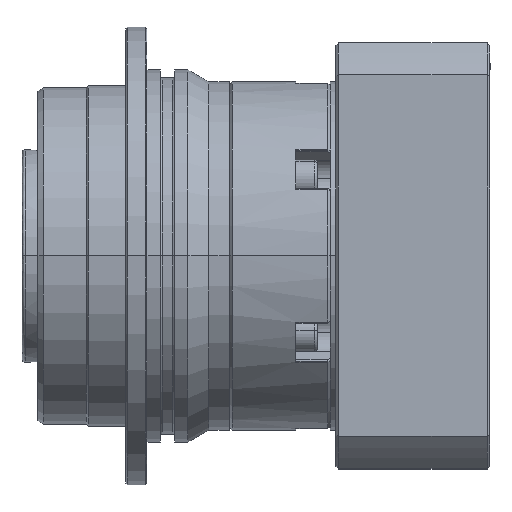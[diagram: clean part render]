
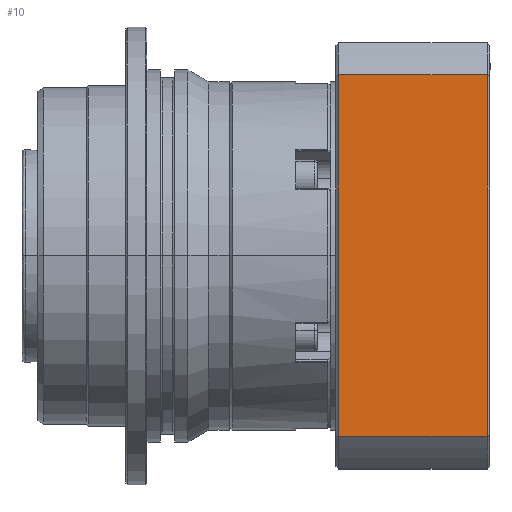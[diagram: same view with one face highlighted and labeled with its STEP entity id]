
A CAD part, top view. The second image highlights one B-rep face of the part: STEP entity #10.
In plain terms, the highlighted planar face has unit normal (0, 0, 1).
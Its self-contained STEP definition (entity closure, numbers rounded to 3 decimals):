
#10 = ADVANCED_FACE ( 'NONE', ( #20644 ), #14351, .T. ) ;
#469 = VECTOR ( 'NONE', #12937, 1000. ) ;
#715 = LINE ( 'NONE', #32808, #13253 ) ;
#1023 = VERTEX_POINT ( 'NONE', #9347 ) ;
#1826 = CARTESIAN_POINT ( 'NONE',  ( -25.5, -34.004, 40. ) ) ;
#3134 = CARTESIAN_POINT ( 'NONE',  ( 7., 34.004, 40. ) ) ;
#4037 = VECTOR ( 'NONE', #11158, 1000. ) ;
#5489 = AXIS2_PLACEMENT_3D ( 'NONE', #25505, #9023, #27798 ) ;
#6140 = VERTEX_POINT ( 'NONE', #21014 ) ;
#6388 = CARTESIAN_POINT ( 'NONE',  ( 35., -34.004, 40. ) ) ;
#6817 = EDGE_CURVE ( 'NONE', #6140, #34657, #28032, .T. ) ;
#8950 = ORIENTED_EDGE ( 'NONE', *, *, #6817, .T. ) ;
#9023 = DIRECTION ( 'NONE',  ( 0., 0., 1. ) ) ;
#9347 = CARTESIAN_POINT ( 'NONE',  ( 35., 34.004, 40. ) ) ;
#10673 = DIRECTION ( 'NONE',  ( 0., 1., 0. ) ) ;
#11158 = DIRECTION ( 'NONE',  ( -1., 0., 0. ) ) ;
#12606 = VECTOR ( 'NONE', #30683, 1000. ) ;
#12937 = DIRECTION ( 'NONE',  ( 1., 0., 0. ) ) ;
#13253 = VECTOR ( 'NONE', #10673, 1000. ) ;
#14351 = PLANE ( 'NONE',  #5489 ) ;
#15231 = LINE ( 'NONE', #16909, #12606 ) ;
#15979 = ORIENTED_EDGE ( 'NONE', *, *, #16930, .T. ) ;
#16909 = CARTESIAN_POINT ( 'NONE',  ( 7., 40., 40. ) ) ;
#16930 = EDGE_CURVE ( 'NONE', #34657, #1023, #715, .T. ) ;
#18984 = ORIENTED_EDGE ( 'NONE', *, *, #26485, .T. ) ;
#20644 = FACE_OUTER_BOUND ( 'NONE', #28011, .T. ) ;
#21014 = CARTESIAN_POINT ( 'NONE',  ( 7., -34.004, 40. ) ) ;
#21861 = CARTESIAN_POINT ( 'NONE',  ( -25.5, 34.004, 40. ) ) ;
#24030 = ORIENTED_EDGE ( 'NONE', *, *, #33576, .T. ) ;
#25505 = CARTESIAN_POINT ( 'NONE',  ( -25.5, 40., 40. ) ) ;
#25982 = VERTEX_POINT ( 'NONE', #3134 ) ;
#26485 = EDGE_CURVE ( 'NONE', #1023, #25982, #28586, .T. ) ;
#27798 = DIRECTION ( 'NONE',  ( 0., -1., 0. ) ) ;
#28011 = EDGE_LOOP ( 'NONE', ( #8950, #15979, #18984, #24030 ) ) ;
#28032 = LINE ( 'NONE', #1826, #469 ) ;
#28586 = LINE ( 'NONE', #21861, #4037 ) ;
#30683 = DIRECTION ( 'NONE',  ( 0., -1., 0. ) ) ;
#32808 = CARTESIAN_POINT ( 'NONE',  ( 35., 40., 40. ) ) ;
#33576 = EDGE_CURVE ( 'NONE', #25982, #6140, #15231, .T. ) ;
#34657 = VERTEX_POINT ( 'NONE', #6388 ) ;
